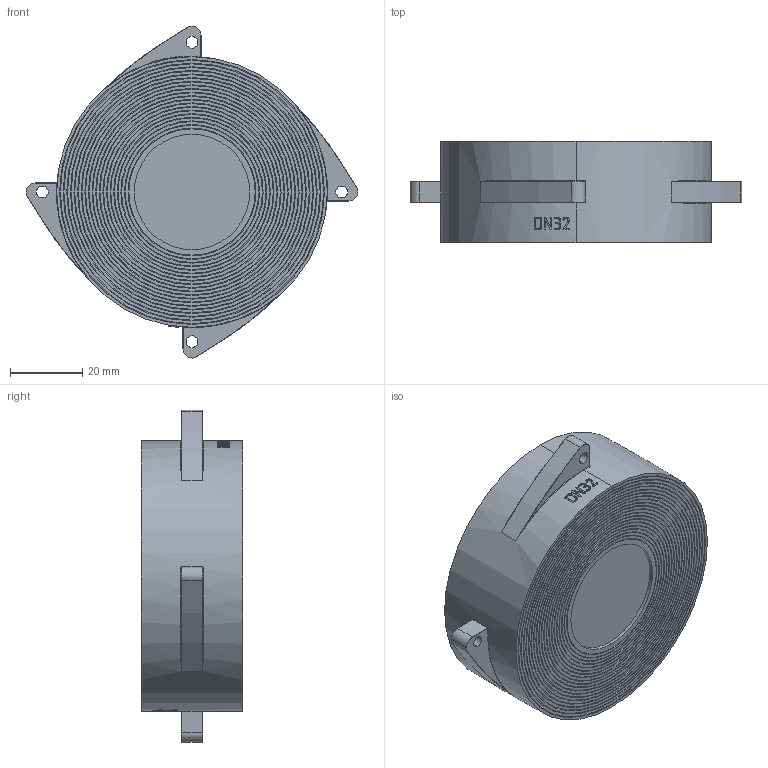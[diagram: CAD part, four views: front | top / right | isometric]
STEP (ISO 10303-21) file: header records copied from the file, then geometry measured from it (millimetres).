
FILE_DESCRIPTION (( 'STEP AP214' ), '1' );
FILE_NAME ('932-032.STEP', '2012-07-03T13:22:15', ( 'rals' ), ( 'Hewlett-Packard Company' ), 'SwSTEP 2.0', 'SolidWorks 2011', '' );
FILE_SCHEMA (( 'AUTOMOTIVE_DESIGN' ));
Length unit declared in the file: millimetre
Products named in the file (1): 932-032
Bounding box: 92 x 28 x 92 mm (x, y, z)
Volume: 121580 mm3; surface area: 17796.6 mm2
Topology: 1 solids, 1 shells, 271 faces, 639 edges, 404 vertices
Faces by surface type: torus 92, plane 75, bspline 63, cylinder 41
Entity records: 12454 total; most frequent: CARTESIAN_POINT 6465, ORIENTED_EDGE 1262, DIRECTION 1209, EDGE_CURVE 631, AXIS2_PLACEMENT_3D 563, VERTEX_POINT 404, CIRCLE 354, EDGE_LOOP 321
